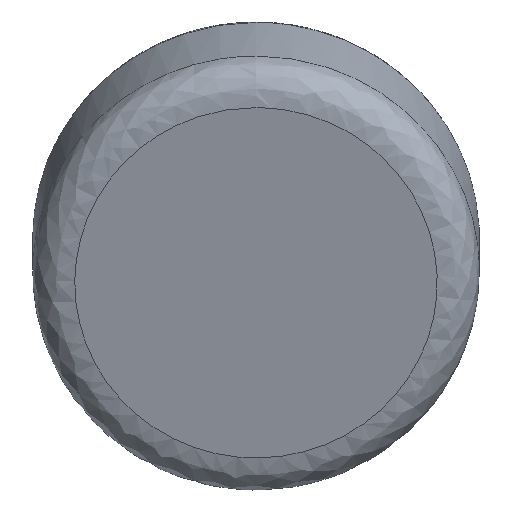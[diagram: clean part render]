
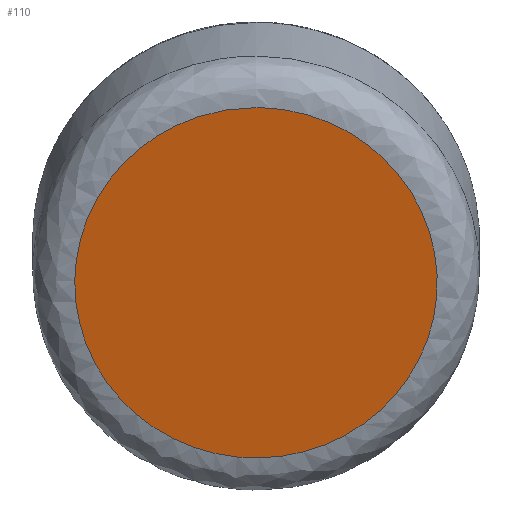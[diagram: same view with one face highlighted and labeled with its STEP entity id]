
A CAD part, top view. The second image highlights one B-rep face of the part: STEP entity #110.
In plain terms, the highlighted planar face has unit normal (0, -0.259, 0.966).
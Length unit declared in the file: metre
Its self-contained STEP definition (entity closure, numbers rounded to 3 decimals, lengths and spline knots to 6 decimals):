
#24=PLANE('',#131);
#38=ORIENTED_EDGE('',*,*,#54,.T.);
#54=EDGE_CURVE('',#65,#65,#74,.T.);
#65=VERTEX_POINT('',#443);
#74=B_SPLINE_CURVE_WITH_KNOTS('',3,(#424,#425,#426,#427,#428,#429,#430,
#431,#432,#433,#434,#435,#436,#437,#438,#439,#440,#441,#442),
 .UNSPECIFIED.,.T.,.F.,(1,1,1,1,1,1,1,1,1,1,1,1,1,1,1,1,1,1,1,1,1,1,1),
(-0.190789,-0.128289,-0.065789,0.,0.059375,
0.121719,0.184211,0.246711,0.309211,0.371711,
0.434211,0.496711,0.559211,0.621711,
0.684211,0.746711,0.809211,0.871711,
0.934211,1.,1.059375,1.121719,1.184211),.UNSPECIFIED.);
#84=EDGE_LOOP('',(#38));
#98=FACE_BOUND('',#84,.T.);
#110=ADVANCED_FACE('',(#98),#24,.T.);
#131=AXIS2_PLACEMENT_3D('',#468,#146,#147);
#146=DIRECTION('',(0.,-0.259,0.966));
#147=DIRECTION('',(1.,0.,0.));
#424=CARTESIAN_POINT('',(0.004951,-0.018439,0.097398));
#425=CARTESIAN_POINT('',(0.000162,-0.01747,0.097658));
#426=CARTESIAN_POINT('',(-0.004612,-0.01834,0.097425));
#427=CARTESIAN_POINT('',(-0.008647,-0.02083,0.096758));
#428=CARTESIAN_POINT('',(-0.011435,-0.024684,0.095725));
#429=CARTESIAN_POINT('',(-0.012486,-0.02928,0.094493));
#430=CARTESIAN_POINT('',(-0.011635,-0.033915,0.093252));
#431=CARTESIAN_POINT('',(-0.009013,-0.037882,0.092189));
#432=CARTESIAN_POINT('',(-0.005019,-0.040578,0.091466));
#433=CARTESIAN_POINT('',(-0.000261,-0.041593,0.091194));
#434=CARTESIAN_POINT('',(0.004537,-0.040771,0.091414));
#435=CARTESIAN_POINT('',(0.008644,-0.038239,0.092093));
#436=CARTESIAN_POINT('',(0.011435,-0.034381,0.093127));
#437=CARTESIAN_POINT('',(0.012486,-0.029785,0.094358));
#438=CARTESIAN_POINT('',(0.011635,-0.02515,0.0956));
#439=CARTESIAN_POINT('',(0.009013,-0.021183,0.096663));
#440=CARTESIAN_POINT('',(0.004951,-0.018439,0.097398));
#441=CARTESIAN_POINT('',(0.000162,-0.01747,0.097658));
#442=CARTESIAN_POINT('',(-0.004612,-0.01834,0.097425));
#443=CARTESIAN_POINT('',(0.,-0.017776,0.097576));
#468=CARTESIAN_POINT('',(0.,-0.029532,0.094426));
